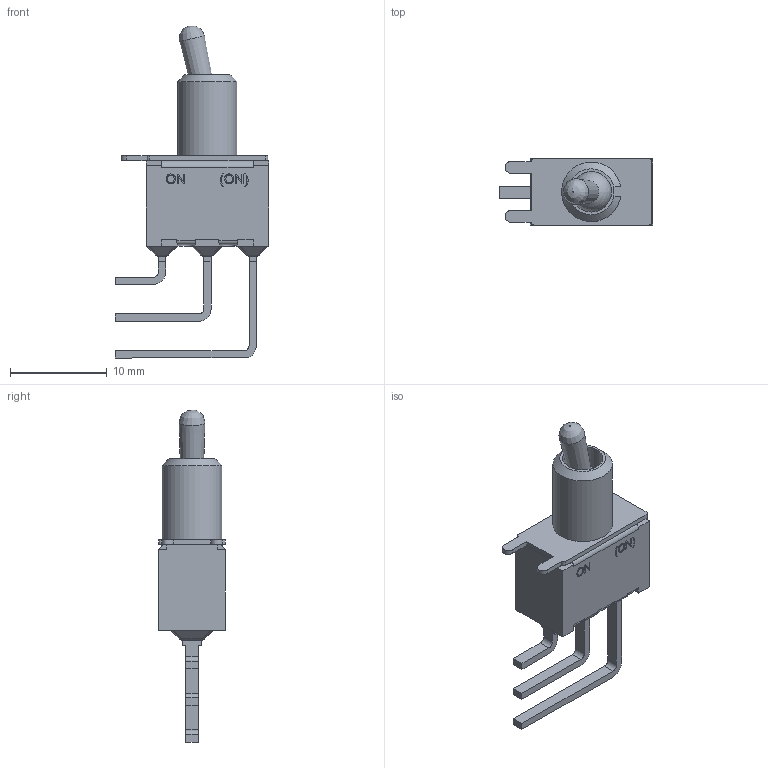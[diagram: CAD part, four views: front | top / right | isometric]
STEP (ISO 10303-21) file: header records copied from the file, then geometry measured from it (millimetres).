
FILE_DESCRIPTION((' '),'2;1');
FILE_NAME('100SPxT2B2M7xE.stp','2017-08-01T07:59:47',(' '),(' '),' ','ACIS',' ');
FILE_SCHEMA(('CONFIG_CONTROL_DESIGN'));
Length unit declared in the file: inch
Products named in the file (1): 100SPxT2B2M7xE.stp
Bounding box: 15.88 x 6.86 x 34.4 mm (x, y, z)
Volume: 1072.9 mm3; surface area: 1186.5 mm2
Topology: 2 solids, 2 shells, 283 faces, 725 edges, 462 vertices
Faces by surface type: plane 191, cylinder 46, bspline 31, sphere 13, cone 2
Full cylindrical faces by diameter (mm): 4.2 x1
Entity records: 8691 total; most frequent: CARTESIAN_POINT 1905, ORIENTED_EDGE 1436, DIRECTION 1268, EDGE_CURVE 718, VECTOR 546, LINE 546, VERTEX_POINT 459, AXIS2_PLACEMENT_3D 361
